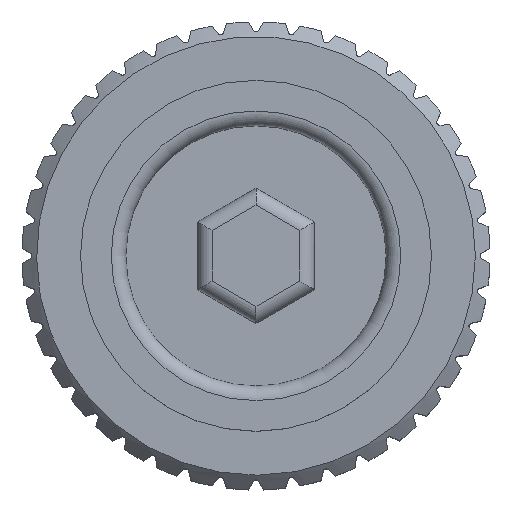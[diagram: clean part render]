
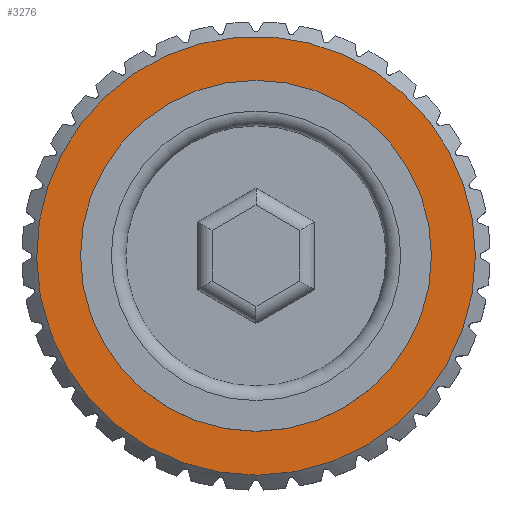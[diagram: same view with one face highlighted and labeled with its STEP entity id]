
A CAD part, top view. The second image highlights one B-rep face of the part: STEP entity #3276.
In plain terms, the highlighted planar face has unit normal (0, 0, 1).
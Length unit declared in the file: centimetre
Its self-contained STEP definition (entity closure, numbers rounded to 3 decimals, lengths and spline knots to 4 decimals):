
#353=CIRCLE('',#3431,0.75);
#354=CIRCLE('',#3433,0.6);
#445=PLANE('',#3432);
#795=VERTEX_POINT('',#6123);
#796=VERTEX_POINT('',#6126);
#1680=EDGE_CURVE('',#795,#795,#353,.T.);
#1681=EDGE_CURVE('',#796,#796,#354,.T.);
#2712=ORIENTED_EDGE('',*,*,#1681,.T.);
#2713=ORIENTED_EDGE('',*,*,#1680,.F.);
#2902=EDGE_LOOP('',(#2712));
#2903=EDGE_LOOP('',(#2713));
#3092=FACE_BOUND('',#2902,.T.);
#3093=FACE_BOUND('',#2903,.T.);
#3276=ADVANCED_FACE('',(#3092,#3093),#445,.T.);
#3431=AXIS2_PLACEMENT_3D('',#6122,#3835,#3836);
#3432=AXIS2_PLACEMENT_3D('',#6124,#3837,$);
#3433=AXIS2_PLACEMENT_3D('',#6125,#3838,#3839);
#3835=DIRECTION('',(0.,0.,-1.));
#3836=DIRECTION('',(-0.75,0.,0.));
#3837=DIRECTION('',(0.,0.,1.));
#3838=DIRECTION('',(0.,0.,-1.));
#3839=DIRECTION('',(0.6,0.,0.));
#6122=CARTESIAN_POINT('',(0.,0.,0.55));
#6123=CARTESIAN_POINT('',(0.75,0.,0.55));
#6124=CARTESIAN_POINT('',(0.,0.,0.55));
#6125=CARTESIAN_POINT('',(0.,0.,0.55));
#6126=CARTESIAN_POINT('',(0.6,0.,0.55));
